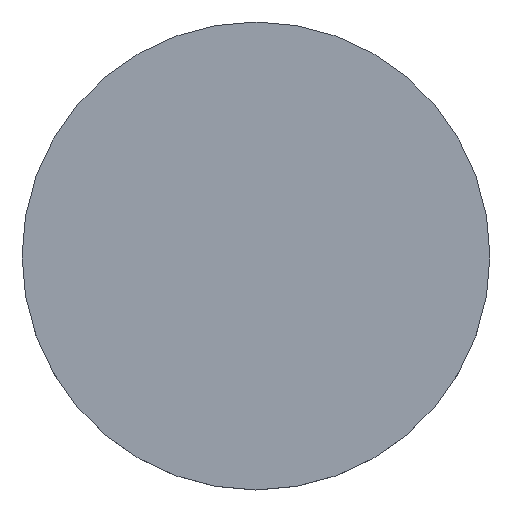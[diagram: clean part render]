
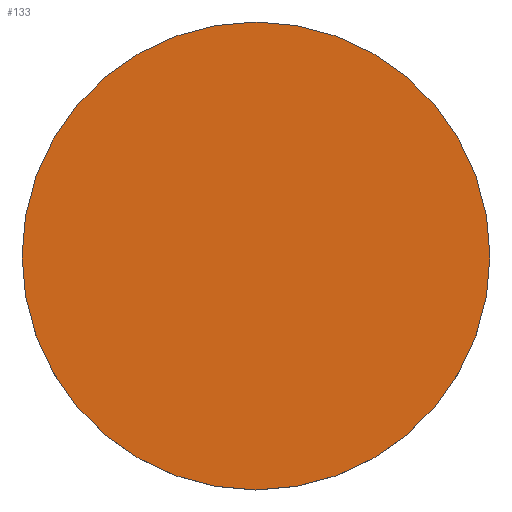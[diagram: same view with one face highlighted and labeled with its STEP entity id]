
A CAD part, top view. The second image highlights one B-rep face of the part: STEP entity #133.
In plain terms, the highlighted planar face has unit normal (0, 0, 1).
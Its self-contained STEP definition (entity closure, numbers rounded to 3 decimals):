
#5 = PLANE ( 'NONE',  #132 ) ;
#25 = CARTESIAN_POINT ( 'NONE',  ( -19.05, 0., 4. ) ) ;
#36 = CIRCLE ( 'NONE', #224, 19.05 ) ;
#51 = EDGE_LOOP ( 'NONE', ( #144, #223 ) ) ;
#56 = CIRCLE ( 'NONE', #64, 19.05 ) ;
#64 = AXIS2_PLACEMENT_3D ( 'NONE', #189, #73, #69 ) ;
#66 = DIRECTION ( 'NONE',  ( 0., 0., -1. ) ) ;
#68 = EDGE_CURVE ( 'NONE', #127, #101, #36, .T. ) ;
#69 = DIRECTION ( 'NONE',  ( 1., 0., 0. ) ) ;
#73 = DIRECTION ( 'NONE',  ( 0., 0., -1. ) ) ;
#101 = VERTEX_POINT ( 'NONE', #165 ) ;
#125 = DIRECTION ( 'NONE',  ( 1., 0., 0. ) ) ;
#127 = VERTEX_POINT ( 'NONE', #25 ) ;
#132 = AXIS2_PLACEMENT_3D ( 'NONE', #159, #179, #125 ) ;
#133 = ADVANCED_FACE ( 'NONE', ( #218 ), #5, .T. ) ;
#144 = ORIENTED_EDGE ( 'NONE', *, *, #187, .F. ) ;
#159 = CARTESIAN_POINT ( 'NONE',  ( 0., 39.066, 4. ) ) ;
#165 = CARTESIAN_POINT ( 'NONE',  ( 19.05, 0., 4. ) ) ;
#179 = DIRECTION ( 'NONE',  ( 0., 0., 1. ) ) ;
#187 = EDGE_CURVE ( 'NONE', #101, #127, #56, .T. ) ;
#188 = DIRECTION ( 'NONE',  ( 1., 0., 0. ) ) ;
#189 = CARTESIAN_POINT ( 'NONE',  ( 0., 0., 4. ) ) ;
#206 = CARTESIAN_POINT ( 'NONE',  ( 0., 0., 4. ) ) ;
#218 = FACE_OUTER_BOUND ( 'NONE', #51, .T. ) ;
#223 = ORIENTED_EDGE ( 'NONE', *, *, #68, .F. ) ;
#224 = AXIS2_PLACEMENT_3D ( 'NONE', #206, #66, #188 ) ;
